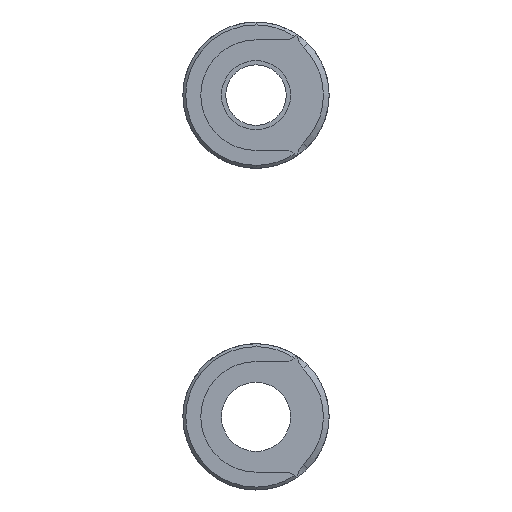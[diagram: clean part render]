
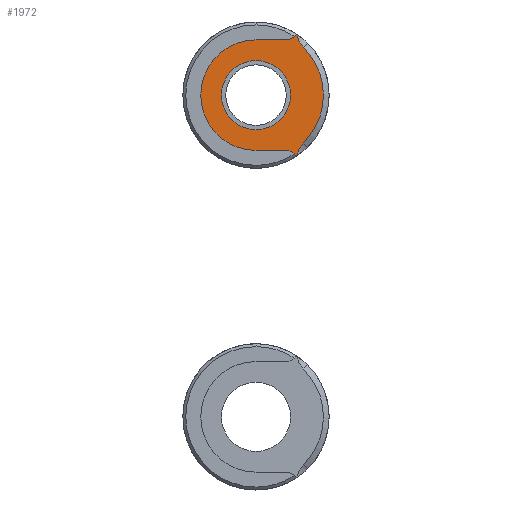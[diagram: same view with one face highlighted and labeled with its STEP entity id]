
A CAD part, left-side view. The second image highlights one B-rep face of the part: STEP entity #1972.
In plain terms, the highlighted planar face has unit normal (-1, 0, 0).
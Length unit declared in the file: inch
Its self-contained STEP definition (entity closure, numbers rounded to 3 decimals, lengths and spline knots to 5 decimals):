
#26 = CARTESIAN_POINT ( 'NONE',  ( 0.07874, 0., -0.37795 ) ) ;
#89 = CARTESIAN_POINT ( 'NONE',  ( 0.07874, -0.19685, 0.47638 ) ) ;
#108 = DIRECTION ( 'NONE',  ( -1., 0., 0. ) ) ;
#122 = ORIENTED_EDGE ( 'NONE', *, *, #1724, .T. ) ;
#130 = DIRECTION ( 'NONE',  ( 1., 0., 0. ) ) ;
#199 = CARTESIAN_POINT ( 'NONE',  ( 0.07874, 0., -0.23622 ) ) ;
#200 = LINE ( 'NONE', #2310, #747 ) ;
#248 = VERTEX_POINT ( 'NONE', #3042 ) ;
#302 = CARTESIAN_POINT ( 'NONE',  ( 0.07874, -0.27553, -0.41724 ) ) ;
#317 = DIRECTION ( 'NONE',  ( 0., 0., 1. ) ) ;
#324 = CIRCLE ( 'NONE', #3223, 0.1378 ) ;
#328 = AXIS2_PLACEMENT_3D ( 'NONE', #2069, #2370, #3092 ) ;
#346 = CIRCLE ( 'NONE', #2959, 0.09843 ) ;
#384 = ORIENTED_EDGE ( 'NONE', *, *, #937, .T. ) ;
#496 = DIRECTION ( 'NONE',  ( 0., 0., 1. ) ) ;
#516 = ORIENTED_EDGE ( 'NONE', *, *, #1466, .F. ) ;
#576 = ORIENTED_EDGE ( 'NONE', *, *, #2977, .T. ) ;
#647 = AXIS2_PLACEMENT_3D ( 'NONE', #3434, #3187, #810 ) ;
#649 = VERTEX_POINT ( 'NONE', #1429 ) ;
#670 = DIRECTION ( 'NONE',  ( 0., 1., 0. ) ) ;
#734 = CARTESIAN_POINT ( 'NONE',  ( 0.07874, 0., 0.23622 ) ) ;
#746 = EDGE_CURVE ( 'NONE', #1376, #1447, #1571, .T. ) ;
#747 = VECTOR ( 'NONE', #670, 39.37008 ) ;
#759 = CARTESIAN_POINT ( 'NONE',  ( 0.07874, -0.19685, -0.47638 ) ) ;
#809 = CARTESIAN_POINT ( 'NONE',  ( 0.07874, -0.27553, 0.41724 ) ) ;
#810 = DIRECTION ( 'NONE',  ( 0., 0., 1. ) ) ;
#858 = AXIS2_PLACEMENT_3D ( 'NONE', #3199, #1142, #317 ) ;
#937 = EDGE_CURVE ( 'NONE', #1947, #959, #2330, .T. ) ;
#939 = DIRECTION ( 'NONE',  ( 0., 0., -1. ) ) ;
#959 = VERTEX_POINT ( 'NONE', #2439 ) ;
#1007 = CARTESIAN_POINT ( 'NONE',  ( 0.07874, 0., -0.37795 ) ) ;
#1008 = AXIS2_PLACEMENT_3D ( 'NONE', #2324, #3103, #3402 ) ;
#1040 = AXIS2_PLACEMENT_3D ( 'NONE', #1420, #108, #1170 ) ;
#1060 = CARTESIAN_POINT ( 'NONE',  ( 0.07874, 0., 0.37795 ) ) ;
#1088 = CIRCLE ( 'NONE', #858, 0.5 ) ;
#1105 = DIRECTION ( 'NONE',  ( -1., 0., 0. ) ) ;
#1119 = AXIS2_PLACEMENT_3D ( 'NONE', #2946, #1105, #1393 ) ;
#1124 = EDGE_CURVE ( 'NONE', #649, #3102, #324, .T. ) ;
#1142 = DIRECTION ( 'NONE',  ( -1., 0., 0. ) ) ;
#1164 = EDGE_CURVE ( 'NONE', #2391, #1947, #2455, .T. ) ;
#1170 = DIRECTION ( 'NONE',  ( 0., 0., 1. ) ) ;
#1223 = FACE_BOUND ( 'NONE', #2541, .T. ) ;
#1314 = CIRCLE ( 'NONE', #1040, 0.1378 ) ;
#1376 = VERTEX_POINT ( 'NONE', #199 ) ;
#1391 = EDGE_CURVE ( 'NONE', #3091, #649, #1395, .T. ) ;
#1393 = DIRECTION ( 'NONE',  ( 0., 0., 1. ) ) ;
#1395 = CIRCLE ( 'NONE', #1008, 0.46063 ) ;
#1409 = LINE ( 'NONE', #26, #2792 ) ;
#1420 = CARTESIAN_POINT ( 'NONE',  ( 0.07874, -0.4212, -0.42509 ) ) ;
#1429 = CARTESIAN_POINT ( 'NONE',  ( 0.07874, -0.32421, 0.32721 ) ) ;
#1435 = DIRECTION ( 'NONE',  ( 0., 0., 1. ) ) ;
#1447 = VERTEX_POINT ( 'NONE', #734 ) ;
#1466 = EDGE_CURVE ( 'NONE', #1447, #1376, #3142, .T. ) ;
#1521 = EDGE_CURVE ( 'NONE', #2038, #2996, #2037, .T. ) ;
#1571 = CIRCLE ( 'NONE', #328, 0.23622 ) ;
#1724 = EDGE_CURVE ( 'NONE', #2099, #248, #346, .T. ) ;
#1787 = DIRECTION ( 'NONE',  ( 1., 0., 0. ) ) ;
#1798 = ORIENTED_EDGE ( 'NONE', *, *, #1391, .T. ) ;
#1800 = CARTESIAN_POINT ( 'NONE',  ( 0.07874, 0., 0. ) ) ;
#1802 = AXIS2_PLACEMENT_3D ( 'NONE', #3298, #2223, #1980 ) ;
#1820 = CARTESIAN_POINT ( 'NONE',  ( 0.07874, -0.28408, 0.41146 ) ) ;
#1911 = EDGE_CURVE ( 'NONE', #3102, #2099, #1088, .T. ) ;
#1935 = EDGE_CURVE ( 'NONE', #2996, #2391, #1409, .T. ) ;
#1947 = VERTEX_POINT ( 'NONE', #302 ) ;
#1972 = ADVANCED_FACE ( 'NONE', ( #3280, #1223 ), #2241, .T. ) ;
#1980 = DIRECTION ( 'NONE',  ( 0., 0., 1. ) ) ;
#1994 = ORIENTED_EDGE ( 'NONE', *, *, #1124, .T. ) ;
#1995 = CARTESIAN_POINT ( 'NONE',  ( 0.07874, -0.4212, 0.42509 ) ) ;
#2004 = CARTESIAN_POINT ( 'NONE',  ( 0.07874, -0.19685, -0.37795 ) ) ;
#2008 = DIRECTION ( 'NONE',  ( -1., 0., 0. ) ) ;
#2037 = CIRCLE ( 'NONE', #647, 0.37795 ) ;
#2038 = VERTEX_POINT ( 'NONE', #1060 ) ;
#2069 = CARTESIAN_POINT ( 'NONE',  ( 0.07874, 0., 0. ) ) ;
#2071 = ORIENTED_EDGE ( 'NONE', *, *, #1911, .T. ) ;
#2099 = VERTEX_POINT ( 'NONE', #809 ) ;
#2129 = ORIENTED_EDGE ( 'NONE', *, *, #746, .F. ) ;
#2207 = DIRECTION ( 'NONE',  ( 0., -1., 0. ) ) ;
#2223 = DIRECTION ( 'NONE',  ( -1., 0., 0. ) ) ;
#2241 = PLANE ( 'NONE',  #1802 ) ;
#2310 = CARTESIAN_POINT ( 'NONE',  ( 0.07874, 0., 0.37795 ) ) ;
#2324 = CARTESIAN_POINT ( 'NONE',  ( 0.07874, 0., 0. ) ) ;
#2330 = CIRCLE ( 'NONE', #1119, 0.5 ) ;
#2370 = DIRECTION ( 'NONE',  ( -1., 0., 0. ) ) ;
#2391 = VERTEX_POINT ( 'NONE', #2004 ) ;
#2439 = CARTESIAN_POINT ( 'NONE',  ( 0.07874, -0.28408, -0.41146 ) ) ;
#2455 = CIRCLE ( 'NONE', #2773, 0.09843 ) ;
#2538 = AXIS2_PLACEMENT_3D ( 'NONE', #1800, #2008, #496 ) ;
#2541 = EDGE_LOOP ( 'NONE', ( #516, #2129 ) ) ;
#2601 = ORIENTED_EDGE ( 'NONE', *, *, #1164, .T. ) ;
#2736 = EDGE_CURVE ( 'NONE', #3091, #959, #1314, .T. ) ;
#2773 = AXIS2_PLACEMENT_3D ( 'NONE', #759, #1787, #2808 ) ;
#2792 = VECTOR ( 'NONE', #2207, 39.37008 ) ;
#2802 = ORIENTED_EDGE ( 'NONE', *, *, #1935, .T. ) ;
#2808 = DIRECTION ( 'NONE',  ( 0., 0., -1. ) ) ;
#2946 = CARTESIAN_POINT ( 'NONE',  ( 0.07874, 0., 0. ) ) ;
#2959 = AXIS2_PLACEMENT_3D ( 'NONE', #89, #3006, #1435 ) ;
#2977 = EDGE_CURVE ( 'NONE', #248, #2038, #200, .T. ) ;
#2996 = VERTEX_POINT ( 'NONE', #1007 ) ;
#3006 = DIRECTION ( 'NONE',  ( 1., 0., 0. ) ) ;
#3042 = CARTESIAN_POINT ( 'NONE',  ( 0.07874, -0.19685, 0.37795 ) ) ;
#3091 = VERTEX_POINT ( 'NONE', #3172 ) ;
#3092 = DIRECTION ( 'NONE',  ( 0., 0., 1. ) ) ;
#3094 = ORIENTED_EDGE ( 'NONE', *, *, #2736, .F. ) ;
#3102 = VERTEX_POINT ( 'NONE', #1820 ) ;
#3103 = DIRECTION ( 'NONE',  ( -1., 0., 0. ) ) ;
#3142 = CIRCLE ( 'NONE', #2538, 0.23622 ) ;
#3172 = CARTESIAN_POINT ( 'NONE',  ( 0.07874, -0.32421, -0.32721 ) ) ;
#3187 = DIRECTION ( 'NONE',  ( -1., 0., 0. ) ) ;
#3199 = CARTESIAN_POINT ( 'NONE',  ( 0.07874, 0., 0. ) ) ;
#3223 = AXIS2_PLACEMENT_3D ( 'NONE', #1995, #130, #939 ) ;
#3280 = FACE_OUTER_BOUND ( 'NONE', #3304, .T. ) ;
#3298 = CARTESIAN_POINT ( 'NONE',  ( 0.07874, 0., 0. ) ) ;
#3304 = EDGE_LOOP ( 'NONE', ( #1994, #2071, #122, #576, #3432, #2802, #2601, #384, #3094, #1798 ) ) ;
#3402 = DIRECTION ( 'NONE',  ( 0., 0., 1. ) ) ;
#3432 = ORIENTED_EDGE ( 'NONE', *, *, #1521, .T. ) ;
#3434 = CARTESIAN_POINT ( 'NONE',  ( 0.07874, 0., 0. ) ) ;
